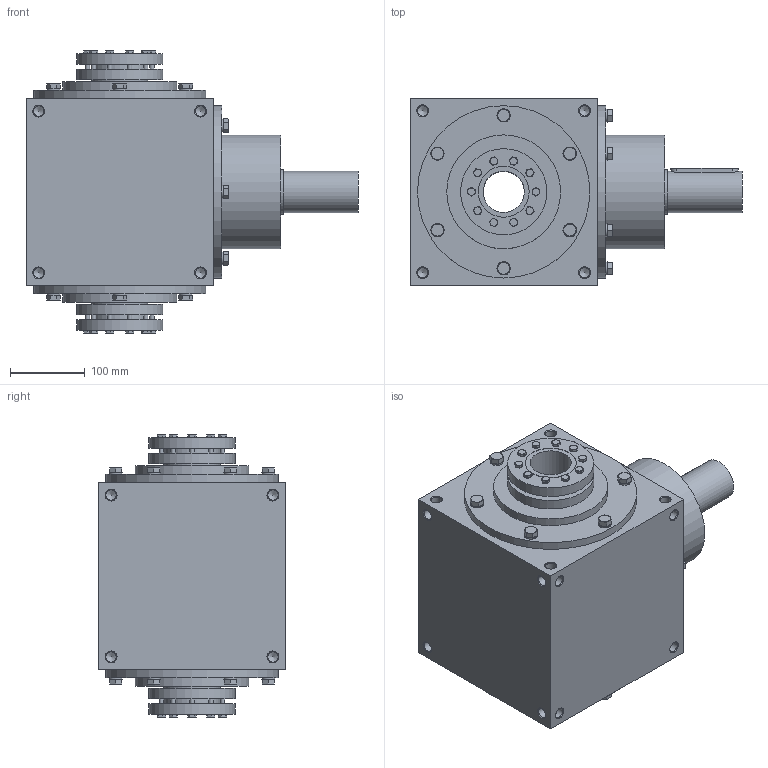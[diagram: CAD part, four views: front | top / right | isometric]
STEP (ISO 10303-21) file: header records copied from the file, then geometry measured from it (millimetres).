
FILE_DESCRIPTION( ( 'STEP AP214' ), ' ' );
FILE_NAME( 'RA250_C2_R.1_1.5.stp', '2017-10-01T13:58:19', ( '' ), ( '' ), ' ', 'PARTsolutions', ' ' );
FILE_SCHEMA( ( 'AUTOMOTIVE_DESIGN { 1 0 10303 214 1 1 1 1 }' ) );
Length unit declared in the file: millimetre
Products named in the file (5): RA250_C2_R.1/1.5; _RA2502-case; _RC250-shaft; _RC_RR250-screw; _RA250-shrink_disk
Assembly tree (22 placements, depth 2):
  RA250_C2_R.1/1.5
    _RA2502-case
    _RC250-shaft
    _RC_RR250-screw  x18
    _RA250-shrink_disk  x2
Bounding box: 443 x 250 x 377.76 mm (x, y, z)
Volume: 18681547.3 mm3; surface area: 732618.2 mm2
Topology: 22 solids, 22 shells, 964 faces, 2212 edges, 1319 vertices
Faces by surface type: plane 553, cone 278, cylinder 133
Full cylindrical faces by diameter (mm): 6 x20, 8.6 x20, 10.106 x1, 13.835 x48, 17.5 x18, 55 x3, 59 x1, 60 x2, 68 x4, 75 x4, 115 x4, 152 x3, 230 x3
Entity records: 12268 total; most frequent: CARTESIAN_POINT 2219, DIRECTION 1548, ORIENTED_EDGE 1260, AXIS2_PLACEMENT_3D 692, EDGE_CURVE 630, EDGE_LOOP 538, VERTEX_POINT 471, FACE_OUTER_BOUND 427
